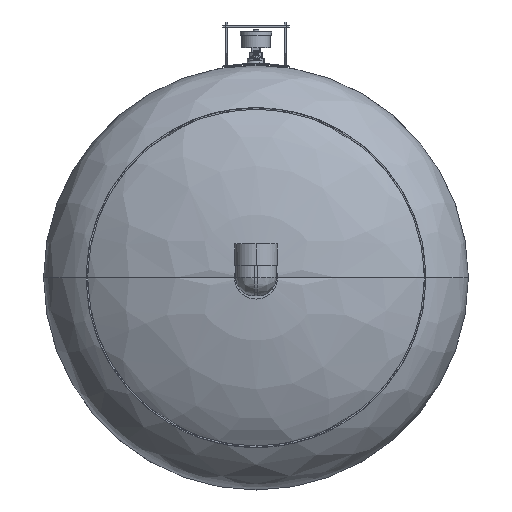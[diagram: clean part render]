
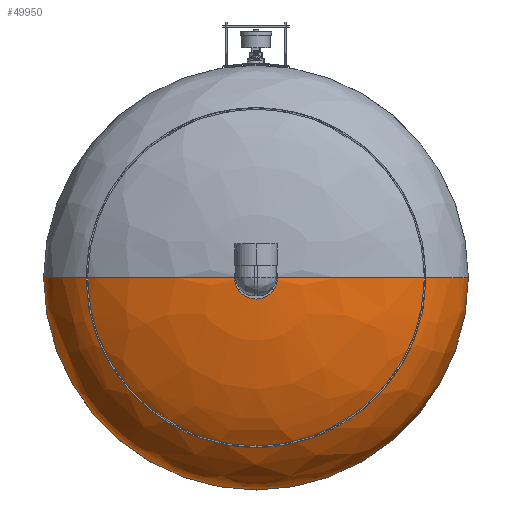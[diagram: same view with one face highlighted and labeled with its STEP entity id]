
A CAD part, front view. The second image highlights one B-rep face of the part: STEP entity #49950.
In plain terms, the highlighted free-form (B-spline) face has degree [3, 3] with [4, 4] control points.
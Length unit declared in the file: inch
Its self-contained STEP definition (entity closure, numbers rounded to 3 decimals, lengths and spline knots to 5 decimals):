
#304 = ORIENTED_EDGE ( 'NONE', *, *, #36878, .F. ) ;
#1834 = DIRECTION ( 'NONE',  ( 0., 1., 0. ) ) ;
#2126 = CARTESIAN_POINT ( 'NONE',  ( 15., 5.01217, -30. ) ) ;
#3255 = CIRCLE ( 'NONE', #46605, 0.95 ) ;
#3417 = CARTESIAN_POINT ( 'NONE',  ( 0.95, 8.35977, 0. ) ) ;
#4419 = DIRECTION ( 'NONE',  ( -1., 0., 0. ) ) ;
#6253 = CARTESIAN_POINT ( 'NONE',  ( -15., 0.788, -30. ) ) ;
#6386 = EDGE_CURVE ( 'NONE', #36240, #7841, #40345, .T. ) ;
#7747 = ORIENTED_EDGE ( 'NONE', *, *, #6386, .T. ) ;
#7841 = VERTEX_POINT ( 'NONE', #52566 ) ;
#10988 = CARTESIAN_POINT ( 'NONE',  ( -15., 5.01217, 0. ) ) ;
#11301 = CARTESIAN_POINT ( 'NONE',  ( -15., 0.788, 0. ) ) ;
#11940 = VERTEX_POINT ( 'NONE', #17002 ) ;
#13238 = CARTESIAN_POINT ( 'NONE',  ( 15., 0.788, 0. ) ) ;
#13749 = AXIS2_PLACEMENT_3D ( 'NONE', #57129, #47660, #4419 ) ;
#13826 = CARTESIAN_POINT ( 'NONE',  ( -0.95, 8.35977, 0. ) ) ;
#14667 = VERTEX_POINT ( 'NONE', #13826 ) ;
#16034 = CARTESIAN_POINT ( 'NONE',  ( 9.28469, 8.09224, 0. ) ) ;
#17002 = CARTESIAN_POINT ( 'NONE',  ( -15., 0.788, 0. ) ) ;
#20144 = CARTESIAN_POINT ( 'NONE',  ( -15., 0.788, 0. ) ) ;
#20456 = CARTESIAN_POINT ( 'NONE',  ( 0.95, 8.35977, -1.9 ) ) ;
#21394 = CARTESIAN_POINT ( 'NONE',  ( 15., 0.788, 0. ) ) ;
#21763 = CARTESIAN_POINT ( 'NONE',  ( 9.28469, 8.09224, 0. ) ) ;
#25480 = EDGE_CURVE ( 'NONE', #36240, #27250, #3255, .T. ) ;
#25590 = ORIENTED_EDGE ( 'NONE', *, *, #25480, .F. ) ;
#26153 = CARTESIAN_POINT ( 'NONE',  ( 15., 5.01217, 0. ) ) ;
#27250 = VERTEX_POINT ( 'NONE', #36379 ) ;
#29649 = CARTESIAN_POINT ( 'NONE',  ( -0.95, 8.35977, 0. ) ) ;
#30271 = CARTESIAN_POINT ( 'NONE',  ( 15., 0.788, -30. ) ) ;
#33459 = DIRECTION ( 'NONE',  ( -1., 0., 0. ) ) ;
#34983 = CARTESIAN_POINT ( 'NONE',  ( -9.28469, 8.09224, -18.56938 ) ) ;
#36240 = VERTEX_POINT ( 'NONE', #3417 ) ;
#36379 = CARTESIAN_POINT ( 'NONE',  ( 0., 8.35977, -0.95 ) ) ;
#36797 = CIRCLE ( 'NONE', #49897, 15. ) ;
#36878 = EDGE_CURVE ( 'NONE', #27250, #14667, #54089, .T. ) ;
#37243 = CARTESIAN_POINT ( 'NONE',  ( 0.95, 8.35977, 0. ) ) ;
#38794 = CARTESIAN_POINT ( 'NONE',  ( 0., 8.35977, 0. ) ) ;
#39601 =( BOUNDED_CURVE ( )  B_SPLINE_CURVE ( 3, ( #29649, #52982, #44126, #20144 ),
 .UNSPECIFIED., .F., .T. ) 
 B_SPLINE_CURVE_WITH_KNOTS ( ( 4, 4 ),
 ( 4.77576, 6.28319 ),
 .UNSPECIFIED. ) 
 CURVE ( )  GEOMETRIC_REPRESENTATION_ITEM ( )  RATIONAL_B_SPLINE_CURVE ( ( 1., 0.819, 0.819, 1. ) ) 
 REPRESENTATION_ITEM ( '' )  );
#39723 = CARTESIAN_POINT ( 'NONE',  ( -0.95, 8.35977, -1.9 ) ) ;
#40103 = EDGE_CURVE ( 'NONE', #7841, #11940, #36797, .T. ) ;
#40345 =( BOUNDED_CURVE ( )  B_SPLINE_CURVE ( 3, ( #37243, #21763, #41037, #13238 ),
 .UNSPECIFIED., .F., .F. ) 
 B_SPLINE_CURVE_WITH_KNOTS ( ( 4, 4 ),
 ( 4.77576, 6.28319 ),
 .UNSPECIFIED. ) 
 CURVE ( )  GEOMETRIC_REPRESENTATION_ITEM ( )  RATIONAL_B_SPLINE_CURVE ( ( 1., 0.819, 0.819, 1. ) ) 
 REPRESENTATION_ITEM ( '' )  );
#40384 = DIRECTION ( 'NONE',  ( -1., 0., 0. ) ) ;
#40600 = EDGE_LOOP ( 'NONE', ( #50285, #304, #25590, #7747, #58364 ) ) ;
#41037 = CARTESIAN_POINT ( 'NONE',  ( 15., 5.01217, 0. ) ) ;
#42898 = DIRECTION ( 'NONE',  ( 0., 1., 0. ) ) ;
#44126 = CARTESIAN_POINT ( 'NONE',  ( -15., 5.01217, 0. ) ) ;
#44444 = CARTESIAN_POINT ( 'NONE',  ( 0.95, 8.35977, 0. ) ) ;
#45386 = FACE_OUTER_BOUND ( 'NONE', #40600, .T. ) ;
#46605 = AXIS2_PLACEMENT_3D ( 'NONE', #38794, #42898, #33459 ) ;
#47660 = DIRECTION ( 'NONE',  ( 0., 1., 0. ) ) ;
#48859 = EDGE_CURVE ( 'NONE', #14667, #11940, #39601, .T. ) ;
#49516 = CARTESIAN_POINT ( 'NONE',  ( 0., 0.788, 0. ) ) ;
#49897 = AXIS2_PLACEMENT_3D ( 'NONE', #49516, #1834, #40384 ) ;
#49950 = ADVANCED_FACE ( 'NONE', ( #45386 ), #54535, .T. ) ;
#50098 = CARTESIAN_POINT ( 'NONE',  ( -0.95, 8.35977, 0. ) ) ;
#50285 = ORIENTED_EDGE ( 'NONE', *, *, #48859, .F. ) ;
#52566 = CARTESIAN_POINT ( 'NONE',  ( 15., 0.788, 0. ) ) ;
#52982 = CARTESIAN_POINT ( 'NONE',  ( -9.28469, 8.09224, 0. ) ) ;
#54089 = CIRCLE ( 'NONE', #13749, 0.95 ) ;
#54236 = CARTESIAN_POINT ( 'NONE',  ( -15., 5.01217, -30. ) ) ;
#54535 =( BOUNDED_SURFACE ( )  B_SPLINE_SURFACE ( 3, 3, ( 
 ( #44444, #20456, #39723, #50098 ),
 ( #16034, #54559, #34983, #59606 ),
 ( #26153, #2126, #54236, #10988 ),
 ( #21394, #30271, #6253, #11301 ) ),
 .UNSPECIFIED., .F., .F., .F. ) 
 B_SPLINE_SURFACE_WITH_KNOTS ( ( 4, 4 ),
 ( 4, 4 ),
 ( 0., 1. ),
 ( 0., 1. ),
 .UNSPECIFIED. ) 
 GEOMETRIC_REPRESENTATION_ITEM ( )  RATIONAL_B_SPLINE_SURFACE ( (
 ( 1., 0.333, 0.333, 1.),
 ( 0.819, 0.273, 0.273, 0.819),
 ( 0.819, 0.273, 0.273, 0.819),
 ( 1., 0.333, 0.333, 1.) ) ) 
 REPRESENTATION_ITEM ( '' )  SURFACE ( )  );
#54559 = CARTESIAN_POINT ( 'NONE',  ( 9.28469, 8.09224, -18.56938 ) ) ;
#57129 = CARTESIAN_POINT ( 'NONE',  ( 0., 8.35977, 0. ) ) ;
#58364 = ORIENTED_EDGE ( 'NONE', *, *, #40103, .T. ) ;
#59606 = CARTESIAN_POINT ( 'NONE',  ( -9.28469, 8.09224, 0. ) ) ;
